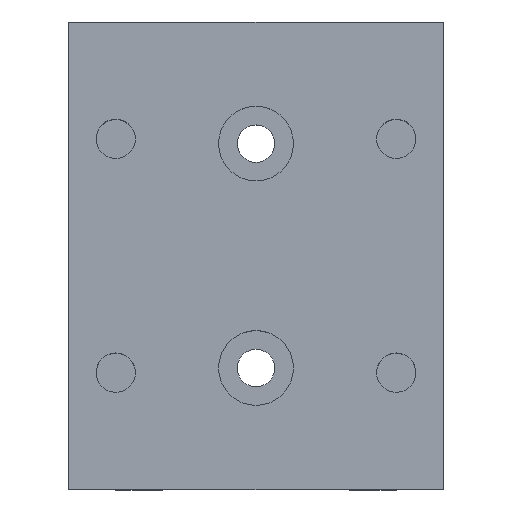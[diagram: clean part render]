
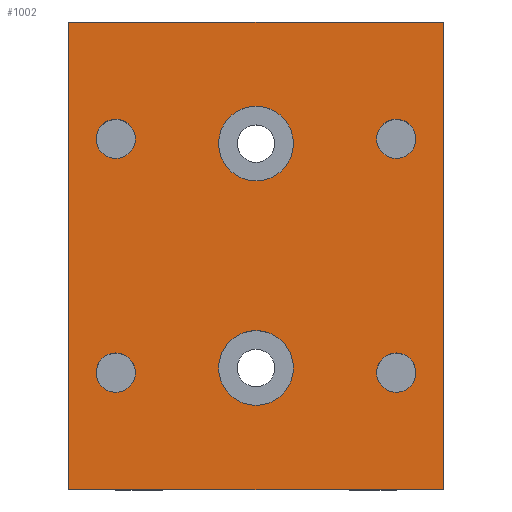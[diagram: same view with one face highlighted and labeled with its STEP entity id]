
A CAD part, top view. The second image highlights one B-rep face of the part: STEP entity #1002.
In plain terms, the highlighted planar face has unit normal (0, 0, 1).
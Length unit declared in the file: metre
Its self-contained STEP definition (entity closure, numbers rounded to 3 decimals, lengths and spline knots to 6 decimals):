
#37=LINE('',#1532,#121);
#48=LINE('',#1565,#132);
#49=LINE('',#1567,#133);
#50=LINE('',#1569,#134);
#121=VECTOR('',#1234,1.);
#132=VECTOR('',#1259,1.);
#133=VECTOR('',#1260,1.);
#134=VECTOR('',#1261,1.);
#191=PLANE('',#1089);
#288=ORIENTED_EDGE('',*,*,#518,.T.);
#289=ORIENTED_EDGE('',*,*,#472,.F.);
#290=ORIENTED_EDGE('',*,*,#516,.F.);
#291=ORIENTED_EDGE('',*,*,#519,.F.);
#292=ORIENTED_EDGE('',*,*,#520,.F.);
#293=ORIENTED_EDGE('',*,*,#521,.T.);
#294=ORIENTED_EDGE('',*,*,#503,.T.);
#295=ORIENTED_EDGE('',*,*,#522,.T.);
#296=ORIENTED_EDGE('',*,*,#523,.F.);
#297=ORIENTED_EDGE('',*,*,#474,.T.);
#472=EDGE_CURVE('',#596,#596,#692,.T.);
#474=EDGE_CURVE('',#598,#598,#694,.T.);
#503=EDGE_CURVE('',#620,#618,#37,.T.);
#516=EDGE_CURVE('',#632,#632,#700,.T.);
#518=EDGE_CURVE('',#634,#634,#702,.T.);
#519=EDGE_CURVE('',#635,#618,#48,.T.);
#520=EDGE_CURVE('',#636,#635,#49,.T.);
#521=EDGE_CURVE('',#636,#620,#50,.T.);
#522=EDGE_CURVE('',#637,#637,#703,.T.);
#523=EDGE_CURVE('',#638,#638,#704,.T.);
#596=VERTEX_POINT('',#1466);
#598=VERTEX_POINT('',#1471);
#618=VERTEX_POINT('',#1530);
#620=VERTEX_POINT('',#1533);
#632=VERTEX_POINT('',#1559);
#634=VERTEX_POINT('',#1564);
#635=VERTEX_POINT('',#1566);
#636=VERTEX_POINT('',#1568);
#637=VERTEX_POINT('',#1571);
#638=VERTEX_POINT('',#1573);
#692=CIRCLE('',#1066,0.0021);
#694=CIRCLE('',#1069,0.0021);
#700=CIRCLE('',#1087,0.0021);
#702=CIRCLE('',#1090,0.0021);
#703=CIRCLE('',#1091,0.004);
#704=CIRCLE('',#1092,0.004);
#757=EDGE_LOOP('',(#288));
#758=EDGE_LOOP('',(#289));
#759=EDGE_LOOP('',(#290));
#760=EDGE_LOOP('',(#291,#292,#293,#294));
#761=EDGE_LOOP('',(#295));
#762=EDGE_LOOP('',(#296));
#763=EDGE_LOOP('',(#297));
#875=FACE_BOUND('',#757,.T.);
#876=FACE_BOUND('',#758,.T.);
#877=FACE_BOUND('',#759,.T.);
#878=FACE_BOUND('',#760,.T.);
#879=FACE_BOUND('',#761,.T.);
#880=FACE_BOUND('',#762,.T.);
#881=FACE_BOUND('',#763,.T.);
#1002=ADVANCED_FACE('',(#875,#876,#877,#878,#879,#880,#881),#191,.T.);
#1066=AXIS2_PLACEMENT_3D('',#1465,#1173,#1174);
#1069=AXIS2_PLACEMENT_3D('',#1470,#1179,#1180);
#1087=AXIS2_PLACEMENT_3D('',#1558,#1251,#1252);
#1089=AXIS2_PLACEMENT_3D('',#1562,#1255,#1256);
#1090=AXIS2_PLACEMENT_3D('',#1563,#1257,#1258);
#1091=AXIS2_PLACEMENT_3D('',#1570,#1262,#1263);
#1092=AXIS2_PLACEMENT_3D('',#1572,#1264,#1265);
#1173=DIRECTION('',(0.,0.,1.));
#1174=DIRECTION('',(1.,0.,0.));
#1179=DIRECTION('',(0.,0.,-1.));
#1180=DIRECTION('',(1.,0.,0.));
#1234=DIRECTION('',(0.,1.,0.));
#1251=DIRECTION('',(0.,0.,1.));
#1252=DIRECTION('',(1.,0.,0.));
#1255=DIRECTION('',(0.,0.,1.));
#1256=DIRECTION('',(1.,0.,0.));
#1257=DIRECTION('',(0.,0.,-1.));
#1258=DIRECTION('',(1.,0.,0.));
#1259=DIRECTION('',(1.,0.,0.));
#1260=DIRECTION('',(0.,1.,0.));
#1261=DIRECTION('',(1.,0.,0.));
#1262=DIRECTION('',(0.,0.,-1.));
#1263=DIRECTION('',(1.,0.,0.));
#1264=DIRECTION('',(0.,0.,1.));
#1265=DIRECTION('',(1.,0.,0.));
#1465=CARTESIAN_POINT('',(-0.015,-0.0125,0.03));
#1466=CARTESIAN_POINT('',(-0.0129,-0.0125,0.03));
#1470=CARTESIAN_POINT('',(-0.015,0.0125,0.03));
#1471=CARTESIAN_POINT('',(-0.0129,0.0125,0.03));
#1530=CARTESIAN_POINT('',(0.02,0.025,0.03));
#1532=CARTESIAN_POINT('',(0.02,-0.025,0.03));
#1533=CARTESIAN_POINT('',(0.02,-0.025,0.03));
#1558=CARTESIAN_POINT('',(0.015,0.0125,0.03));
#1559=CARTESIAN_POINT('',(0.0171,0.0125,0.03));
#1562=CARTESIAN_POINT('',(0.,-0.025,0.03));
#1563=CARTESIAN_POINT('',(0.015,-0.0125,0.03));
#1564=CARTESIAN_POINT('',(0.0171,-0.0125,0.03));
#1565=CARTESIAN_POINT('',(0.,0.025,0.03));
#1566=CARTESIAN_POINT('',(-0.02,0.025,0.03));
#1567=CARTESIAN_POINT('',(-0.02,-0.025,0.03));
#1568=CARTESIAN_POINT('',(-0.02,-0.025,0.03));
#1569=CARTESIAN_POINT('',(0.,-0.025,0.03));
#1570=CARTESIAN_POINT('',(0.,-0.012,0.03));
#1571=CARTESIAN_POINT('',(0.004,-0.012,0.03));
#1572=CARTESIAN_POINT('',(0.,0.012,0.03));
#1573=CARTESIAN_POINT('',(0.004,0.012,0.03));
